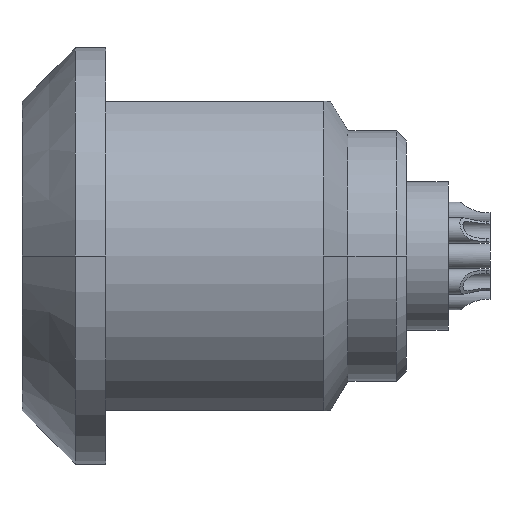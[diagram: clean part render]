
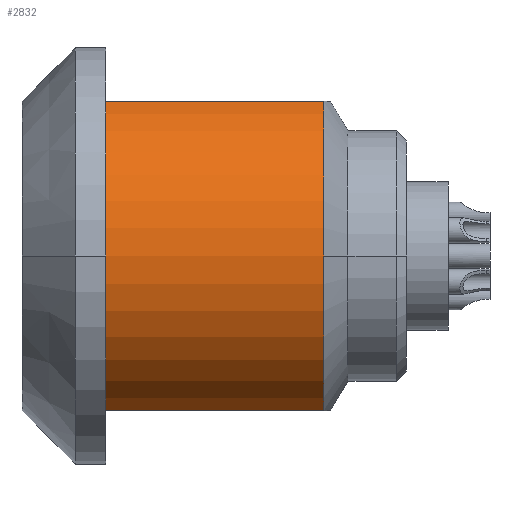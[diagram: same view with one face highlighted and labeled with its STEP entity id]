
A CAD part, front view. The second image highlights one B-rep face of the part: STEP entity #2832.
In plain terms, the highlighted cylindrical face has radius 10 mm (diameter 20 mm), a partial arc.
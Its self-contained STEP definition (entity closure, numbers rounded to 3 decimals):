
#202=CARTESIAN_POINT('',(1.057,-3.8,-9.25));
#705=CARTESIAN_POINT('',(1.057,0.,0.));
#706=DIRECTION('',(1.,0.,0.));
#707=DIRECTION('',(0.,-0.38,0.925));
#708=AXIS2_PLACEMENT_3D('',#705,#706,#707);
#710=CARTESIAN_POINT('',(1.057,0.,0.));
#711=DIRECTION('',(-1.,0.,0.));
#712=DIRECTION('',(0.,-0.38,-0.925));
#713=AXIS2_PLACEMENT_3D('',#710,#711,#712);
#715=DIRECTION('',(1.,0.,0.));
#716=VECTOR('',#715,13.057);
#717=CARTESIAN_POINT('',(-12.,-3.8,-9.25));
#718=LINE('',#717,#716);
#719=CARTESIAN_POINT('',(-12.,0.,0.));
#720=DIRECTION('',(-1.,0.,0.));
#721=DIRECTION('',(0.,-0.38,-0.925));
#722=AXIS2_PLACEMENT_3D('',#719,#720,#721);
#724=DIRECTION('',(1.,0.,0.));
#725=VECTOR('',#724,13.057);
#726=CARTESIAN_POINT('',(-12.,-3.8,9.25));
#727=LINE('',#726,#725);
#743=CARTESIAN_POINT('',(1.057,-3.8,9.25));
#1868=CARTESIAN_POINT('',(1.057,-10.,0.));
#1870=VERTEX_POINT('',#1868);
#1883=CARTESIAN_POINT('',(-12.,-3.8,-9.25));
#1885=VERTEX_POINT('',#1883);
#1887=CARTESIAN_POINT('',(-12.,-3.8,9.25));
#1889=VERTEX_POINT('',#1887);
#1892=VERTEX_POINT('',#743);
#1893=VERTEX_POINT('',#202);
#2818=CARTESIAN_POINT('',(-18.15,0.,0.));
#2819=DIRECTION('',(1.,0.,0.));
#2820=DIRECTION('',(0.,-1.,0.));
#2821=AXIS2_PLACEMENT_3D('',#2818,#2819,#2820);
#2822=CYLINDRICAL_SURFACE('',#2821,10.);
#2824=ORIENTED_EDGE('',*,*,#2823,.T.);
#2825=ORIENTED_EDGE('',*,*,#2156,.F.);
#2826=ORIENTED_EDGE('',*,*,#2175,.F.);
#2827=ORIENTED_EDGE('',*,*,#2198,.T.);
#2829=ORIENTED_EDGE('',*,*,#2828,.T.);
#2830=EDGE_LOOP('',(#2824,#2825,#2826,#2827,#2829));
#2831=FACE_OUTER_BOUND('',#2830,.F.);
#2832=ADVANCED_FACE('',(#2831),#2822,.T.);
#709=CIRCLE('',#708,10.);
#714=CIRCLE('',#713,10.);
#723=CIRCLE('',#722,10.);
#2156=EDGE_CURVE('',#1893,#1870,#714,.T.);
#2175=EDGE_CURVE('',#1885,#1893,#718,.T.);
#2198=EDGE_CURVE('',#1885,#1889,#723,.T.);
#2823=EDGE_CURVE('',#1892,#1870,#709,.T.);
#2828=EDGE_CURVE('',#1889,#1892,#727,.T.);
